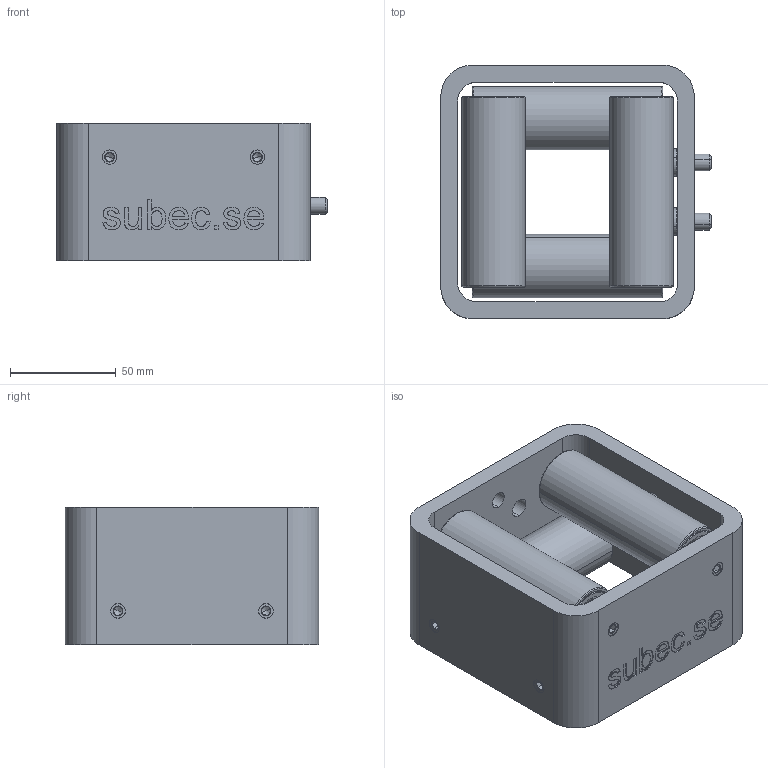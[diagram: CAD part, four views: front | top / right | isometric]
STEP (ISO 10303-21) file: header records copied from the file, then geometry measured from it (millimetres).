
FILE_DESCRIPTION (( 'STEP AP203' ), '1' );
FILE_NAME ('240717 STEP 3-400401-03_8441.STEP', '2024-07-17T12:03:05', ( '' ), ( '' ), 'SwSTEP 2.0', 'SolidWorks 2023', '' );
FILE_SCHEMA (( 'CONFIG_CONTROL_DESIGN' ));
Length unit declared in the file: millimetre
Products named in the file (1): 240717 STEP 3-400401-03_8441
Bounding box: 128 x 120 x 65 mm (x, y, z)
Surface area: 110833.1 mm2 (no closed solid volume)
Topology: 0 solids, 33 shells, 443 faces, 1090 edges, 680 vertices
Faces by surface type: plane 132, cone 100, cylinder 88, bspline 75, torus 48
Entity records: 17171 total; most frequent: CARTESIAN_POINT 7169, ORIENTED_EDGE 2028, DIRECTION 1946, EDGE_CURVE 1074, AXIS2_PLACEMENT_3D 773, VERTEX_POINT 680, EDGE_LOOP 514, FACE_OUTER_BOUND 443
